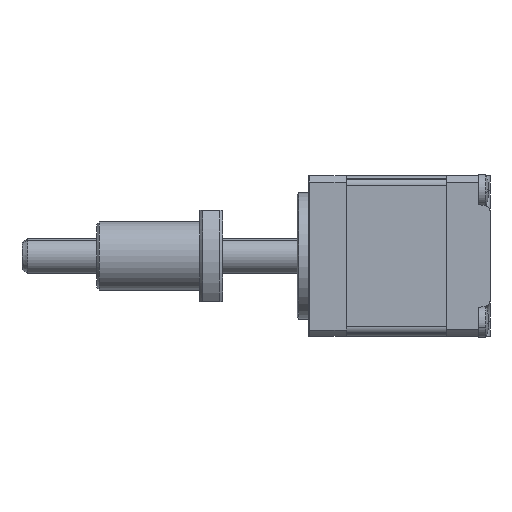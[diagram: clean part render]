
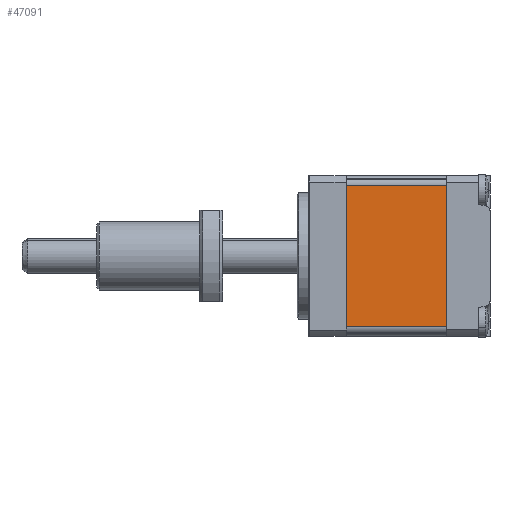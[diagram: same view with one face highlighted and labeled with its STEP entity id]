
A CAD part, left-side view. The second image highlights one B-rep face of the part: STEP entity #47091.
In plain terms, the highlighted planar face has unit normal (-1, 0, 0).
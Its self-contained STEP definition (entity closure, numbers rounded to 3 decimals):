
#1488 = LINE ( 'NONE', #41583, #22762 ) ;
#1998 = EDGE_LOOP ( 'NONE', ( #18071, #19880, #16628, #17441 ) ) ;
#3175 = DIRECTION ( 'NONE',  ( 0., 0., -1. ) ) ;
#3178 = CARTESIAN_POINT ( 'NONE',  ( -16.455, 7.776, 21.353 ) ) ;
#4954 = LINE ( 'NONE', #22462, #44317 ) ;
#10418 = DIRECTION ( 'NONE',  ( 1., 0., 0. ) ) ;
#11053 = DIRECTION ( 'NONE',  ( 0., 1., 0. ) ) ;
#16277 = VERTEX_POINT ( 'NONE', #28758 ) ;
#16628 = ORIENTED_EDGE ( 'NONE', *, *, #33071, .F. ) ;
#17441 = ORIENTED_EDGE ( 'NONE', *, *, #36711, .T. ) ;
#18071 = ORIENTED_EDGE ( 'NONE', *, *, #42456, .T. ) ;
#19138 = LINE ( 'NONE', #22775, #48868 ) ;
#19880 = ORIENTED_EDGE ( 'NONE', *, *, #38651, .F. ) ;
#21973 = VECTOR ( 'NONE', #3175, 1000. ) ;
#22462 = CARTESIAN_POINT ( 'NONE',  ( -16.455, -9.724, 45.847 ) ) ;
#22762 = VECTOR ( 'NONE', #45468, 1000. ) ;
#22775 = CARTESIAN_POINT ( 'NONE',  ( -16.455, -9.724, 21.353 ) ) ;
#25942 = CARTESIAN_POINT ( 'NONE',  ( -16.455, -9.724, 45.847 ) ) ;
#28758 = CARTESIAN_POINT ( 'NONE',  ( -16.455, 7.776, 45.847 ) ) ;
#29755 = PLANE ( 'NONE',  #49372 ) ;
#33071 = EDGE_CURVE ( 'NONE', #49877, #35271, #1488, .T. ) ;
#33856 = CARTESIAN_POINT ( 'NONE',  ( -16.455, 7.776, 45.847 ) ) ;
#34596 = DIRECTION ( 'NONE',  ( 0., 1., 0. ) ) ;
#34739 = LINE ( 'NONE', #33856, #21973 ) ;
#35271 = VERTEX_POINT ( 'NONE', #49797 ) ;
#36711 = EDGE_CURVE ( 'NONE', #49877, #16277, #4954, .T. ) ;
#37704 = DIRECTION ( 'NONE',  ( 0., 0., 1. ) ) ;
#38651 = EDGE_CURVE ( 'NONE', #35271, #48250, #19138, .T. ) ;
#41583 = CARTESIAN_POINT ( 'NONE',  ( -16.455, -9.724, 45.847 ) ) ;
#41888 = FACE_OUTER_BOUND ( 'NONE', #1998, .T. ) ;
#42456 = EDGE_CURVE ( 'NONE', #16277, #48250, #34739, .T. ) ;
#44317 = VECTOR ( 'NONE', #11053, 1000. ) ;
#45135 = CARTESIAN_POINT ( 'NONE',  ( -16.455, -9.724, 45.847 ) ) ;
#45468 = DIRECTION ( 'NONE',  ( 0., 0., -1. ) ) ;
#47091 = ADVANCED_FACE ( 'NONE', ( #41888 ), #29755, .F. ) ;
#48250 = VERTEX_POINT ( 'NONE', #3178 ) ;
#48868 = VECTOR ( 'NONE', #34596, 1000. ) ;
#49372 = AXIS2_PLACEMENT_3D ( 'NONE', #45135, #10418, #37704 ) ;
#49797 = CARTESIAN_POINT ( 'NONE',  ( -16.455, -9.724, 21.353 ) ) ;
#49877 = VERTEX_POINT ( 'NONE', #25942 ) ;
